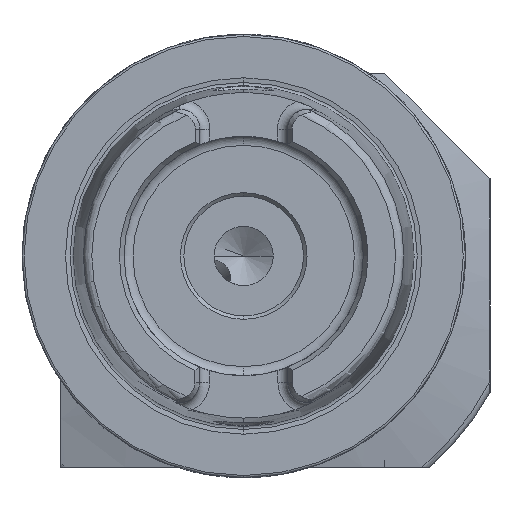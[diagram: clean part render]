
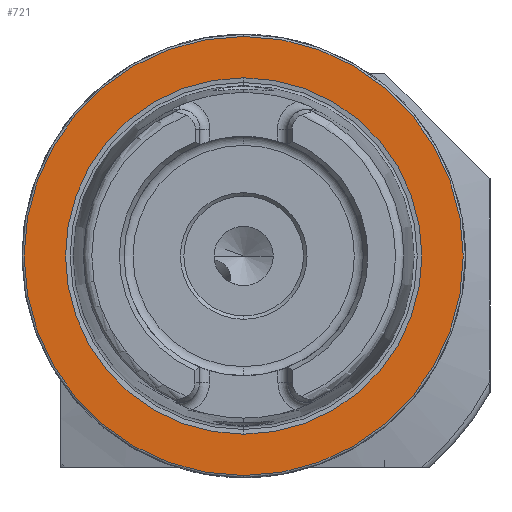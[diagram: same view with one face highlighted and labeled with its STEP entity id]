
A CAD part, left-side view. The second image highlights one B-rep face of the part: STEP entity #721.
In plain terms, the highlighted planar face has unit normal (-1, 0, 0).
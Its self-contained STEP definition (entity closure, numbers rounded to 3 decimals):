
#158 = FACE_BOUND ( 'NONE', #6172, .T. ) ;
#161 = FACE_OUTER_BOUND ( 'NONE', #6185, .T. ) ;
#246 = CIRCLE ( 'NONE', #7011, 25.324 ) ;
#251 = CIRCLE ( 'NONE', #7017, 31.2 ) ;
#495 = CIRCLE ( 'NONE', #2015, 31.2 ) ;
#496 = CIRCLE ( 'NONE', #2016, 25.324 ) ;
#721 = ADVANCED_FACE ( 'NONE', ( #158, #161 ), #2256, .F. ) ;
#777 = EDGE_CURVE ( 'NONE', #4563, #4651, #246, .T. ) ;
#782 = EDGE_CURVE ( 'NONE', #4567, #5043, #251, .T. ) ;
#929 = CARTESIAN_POINT ( 'NONE',  ( 0., 0., 0. ) ) ;
#930 = DIRECTION ( 'NONE',  ( -1., 0., 0. ) ) ;
#931 = DIRECTION ( 'NONE',  ( 0., 0., 1. ) ) ;
#943 = CARTESIAN_POINT ( 'NONE',  ( 0., 0., 0. ) ) ;
#944 = DIRECTION ( 'NONE',  ( -1., 0., 0. ) ) ;
#945 = DIRECTION ( 'NONE',  ( 0., 0., 1. ) ) ;
#1156 = CARTESIAN_POINT ( 'NONE',  ( 0., 0., -25.324 ) ) ;
#1160 = CARTESIAN_POINT ( 'NONE',  ( 0., 0., 31.2 ) ) ;
#1220 = CARTESIAN_POINT ( 'NONE',  ( 0., 0., 25.324 ) ) ;
#1236 = CARTESIAN_POINT ( 'NONE',  ( 0., 0., -31.2 ) ) ;
#2015 = AXIS2_PLACEMENT_3D ( 'NONE', #2978, #2979, #2980 ) ;
#2016 = AXIS2_PLACEMENT_3D ( 'NONE', #2981, #2982, #2983 ) ;
#2250 = DIRECTION ( 'NONE',  ( 0., 0., -1. ) ) ;
#2252 = DIRECTION ( 'NONE',  ( 1., 0., 0. ) ) ;
#2256 = PLANE ( 'NONE',  #6967 ) ;
#2269 = CARTESIAN_POINT ( 'NONE',  ( 0., 31.2, 0. ) ) ;
#2978 = CARTESIAN_POINT ( 'NONE',  ( 0., 0., 0. ) ) ;
#2979 = DIRECTION ( 'NONE',  ( -1., 0., 0. ) ) ;
#2980 = DIRECTION ( 'NONE',  ( 0., 0., 1. ) ) ;
#2981 = CARTESIAN_POINT ( 'NONE',  ( 0., 0., 0. ) ) ;
#2982 = DIRECTION ( 'NONE',  ( -1., 0., 0. ) ) ;
#2983 = DIRECTION ( 'NONE',  ( 0., 0., 1. ) ) ;
#4563 = VERTEX_POINT ( 'NONE', #1156 ) ;
#4567 = VERTEX_POINT ( 'NONE', #1160 ) ;
#4651 = VERTEX_POINT ( 'NONE', #1220 ) ;
#5043 = VERTEX_POINT ( 'NONE', #1236 ) ;
#5152 = ORIENTED_EDGE ( 'NONE', *, *, #6791, .F. ) ;
#5153 = ORIENTED_EDGE ( 'NONE', *, *, #777, .F. ) ;
#5154 = ORIENTED_EDGE ( 'NONE', *, *, #782, .T. ) ;
#5155 = ORIENTED_EDGE ( 'NONE', *, *, #6790, .T. ) ;
#6172 = EDGE_LOOP ( 'NONE', ( #5152, #5153 ) ) ;
#6185 = EDGE_LOOP ( 'NONE', ( #5154, #5155 ) ) ;
#6790 = EDGE_CURVE ( 'NONE', #5043, #4567, #495, .T. ) ;
#6791 = EDGE_CURVE ( 'NONE', #4651, #4563, #496, .T. ) ;
#6967 = AXIS2_PLACEMENT_3D ( 'NONE', #2269, #2252, #2250 ) ;
#7011 = AXIS2_PLACEMENT_3D ( 'NONE', #929, #930, #931 ) ;
#7017 = AXIS2_PLACEMENT_3D ( 'NONE', #943, #944, #945 ) ;
